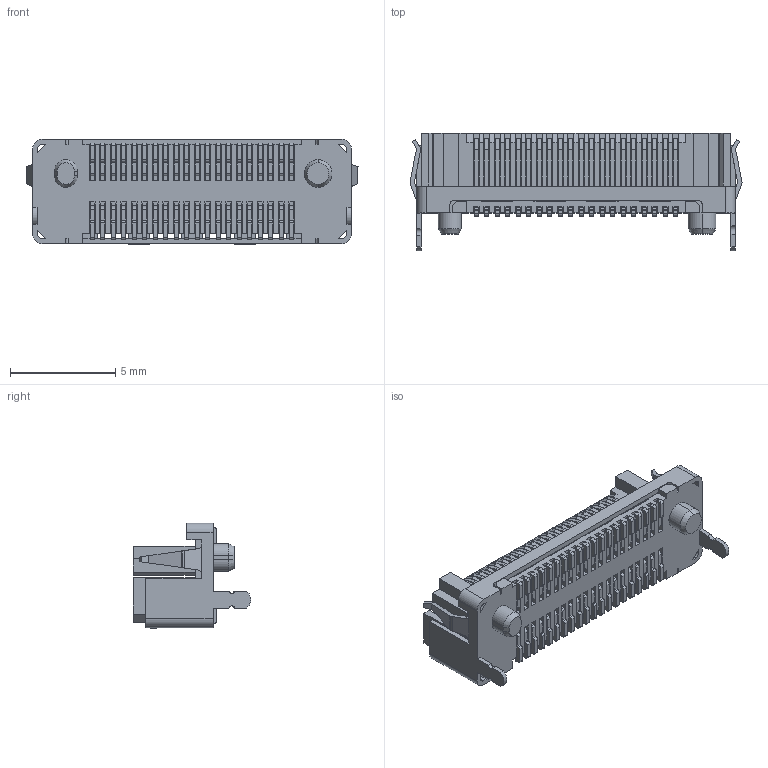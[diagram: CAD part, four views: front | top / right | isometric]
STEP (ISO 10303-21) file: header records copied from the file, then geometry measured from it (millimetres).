
FILE_DESCRIPTION (( 'STEP AP214' ), '1' );
FILE_NAME ('LSHM-120-02.5-L-DV-A-S-K-TR.STEP', '2023-01-18T03:14:45', ( '' ), ( '' ), 'SwSTEP 2.0', 'SolidWorks 2022', '' );
FILE_SCHEMA (( 'AUTOMOTIVE_DESIGN' ));
Length unit declared in the file: millimetre
Products named in the file (3): C-185--20-02.5-DV1P; LSHM-20-02.5-DV-A-S_STRIP; LSHM-120-02.5-L-DV-A-S-K-TR
Assembly tree (2 placements, depth 2):
  LSHM-120-02.5-L-DV-A-S-K-TR
    C-185--20-02.5-DV1P
    LSHM-20-02.5-DV-A-S_STRIP
Bounding box: 15.8 x 5.6 x 5.03 mm (x, y, z)
Volume: 157.7 mm3; surface area: 928 mm2
Topology: 2 solids, 2 shells, 1619 faces, 4830 edges, 3124 vertices
Faces by surface type: plane 1297, cylinder 318, cone 4
Entity records: 53770 total; most frequent: ORIENTED_EDGE 9660, CARTESIAN_POINT 9644, DIRECTION 8680, EDGE_CURVE 4830, LINE 4184, VECTOR 4184, VERTEX_POINT 3124, AXIS2_PLACEMENT_3D 2248
